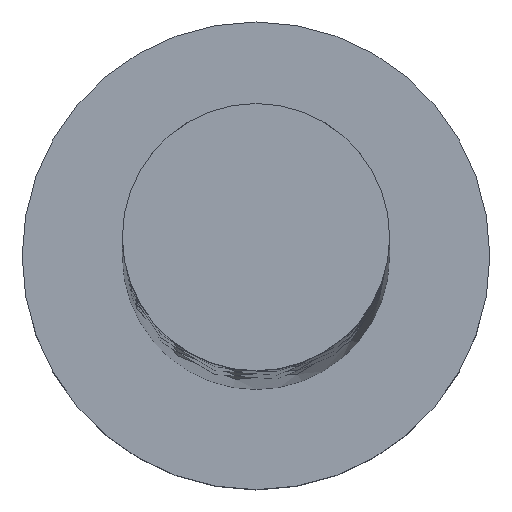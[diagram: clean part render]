
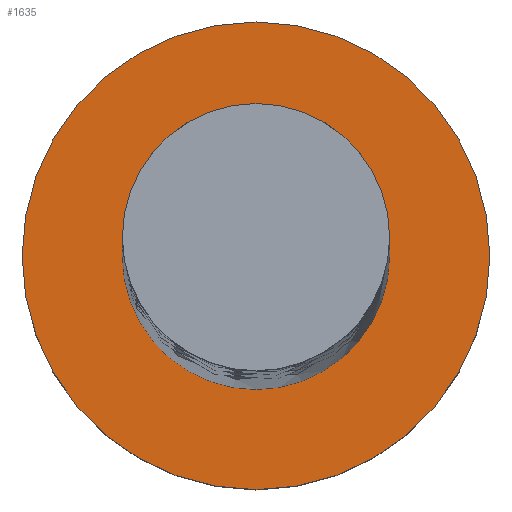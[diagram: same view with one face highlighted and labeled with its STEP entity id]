
A CAD part, top view. The second image highlights one B-rep face of the part: STEP entity #1635.
In plain terms, the highlighted planar face has unit normal (0, 0, 1).
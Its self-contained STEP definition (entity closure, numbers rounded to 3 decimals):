
#9 = DIRECTION ( 'NONE',  ( 0., 0., 1. ) ) ;
#71 = AXIS2_PLACEMENT_3D ( 'NONE', #1339, #1177, #393 ) ;
#73 = CIRCLE ( 'NONE', #992, 7. ) ;
#81 = ORIENTED_EDGE ( 'NONE', *, *, #1275, .T. ) ;
#140 = EDGE_CURVE ( 'NONE', #1413, #1619, #432, .T. ) ;
#161 = CARTESIAN_POINT ( 'NONE',  ( 4., 0., 5. ) ) ;
#266 = VERTEX_POINT ( 'NONE', #161 ) ;
#274 = DIRECTION ( 'NONE',  ( 0., 0., 1. ) ) ;
#276 = DIRECTION ( 'NONE',  ( 0., 0., 1. ) ) ;
#286 = CARTESIAN_POINT ( 'NONE',  ( 0., 0., 5. ) ) ;
#303 = EDGE_CURVE ( 'NONE', #1964, #266, #1225, .T. ) ;
#329 = EDGE_CURVE ( 'NONE', #266, #1964, #1603, .T. ) ;
#362 = ORIENTED_EDGE ( 'NONE', *, *, #140, .T. ) ;
#393 = DIRECTION ( 'NONE',  ( 1., 0., 0. ) ) ;
#399 = AXIS2_PLACEMENT_3D ( 'NONE', #1903, #1020, #1754 ) ;
#400 = FACE_OUTER_BOUND ( 'NONE', #1515, .T. ) ;
#432 = CIRCLE ( 'NONE', #71, 7. ) ;
#813 = CARTESIAN_POINT ( 'NONE',  ( -7., 0., 5. ) ) ;
#842 = EDGE_LOOP ( 'NONE', ( #1304, #1469 ) ) ;
#900 = DIRECTION ( 'NONE',  ( 1., 0., 0. ) ) ;
#988 = AXIS2_PLACEMENT_3D ( 'NONE', #286, #276, #1217 ) ;
#992 = AXIS2_PLACEMENT_3D ( 'NONE', #1256, #274, #900 ) ;
#1020 = DIRECTION ( 'NONE',  ( 0., 0., 1. ) ) ;
#1177 = DIRECTION ( 'NONE',  ( 0., 0., 1. ) ) ;
#1185 = FACE_BOUND ( 'NONE', #842, .T. ) ;
#1217 = DIRECTION ( 'NONE',  ( 1., 0., 0. ) ) ;
#1225 = CIRCLE ( 'NONE', #1538, 4. ) ;
#1256 = CARTESIAN_POINT ( 'NONE',  ( 0., 0., 5. ) ) ;
#1275 = EDGE_CURVE ( 'NONE', #1619, #1413, #73, .T. ) ;
#1304 = ORIENTED_EDGE ( 'NONE', *, *, #303, .F. ) ;
#1327 = CARTESIAN_POINT ( 'NONE',  ( 7., 0., 5. ) ) ;
#1339 = CARTESIAN_POINT ( 'NONE',  ( 0., 0., 5. ) ) ;
#1413 = VERTEX_POINT ( 'NONE', #813 ) ;
#1420 = CARTESIAN_POINT ( 'NONE',  ( 0., 0., 5. ) ) ;
#1469 = ORIENTED_EDGE ( 'NONE', *, *, #329, .F. ) ;
#1515 = EDGE_LOOP ( 'NONE', ( #362, #81 ) ) ;
#1528 = DIRECTION ( 'NONE',  ( 1., 0., 0. ) ) ;
#1538 = AXIS2_PLACEMENT_3D ( 'NONE', #1420, #9, #1528 ) ;
#1603 = CIRCLE ( 'NONE', #988, 4. ) ;
#1619 = VERTEX_POINT ( 'NONE', #1327 ) ;
#1635 = ADVANCED_FACE ( 'NONE', ( #1185, #400 ), #1913, .T. ) ;
#1754 = DIRECTION ( 'NONE',  ( 1., 0., 0. ) ) ;
#1900 = CARTESIAN_POINT ( 'NONE',  ( -4., 0., 5. ) ) ;
#1903 = CARTESIAN_POINT ( 'NONE',  ( 0., 0., 5. ) ) ;
#1913 = PLANE ( 'NONE',  #399 ) ;
#1964 = VERTEX_POINT ( 'NONE', #1900 ) ;
